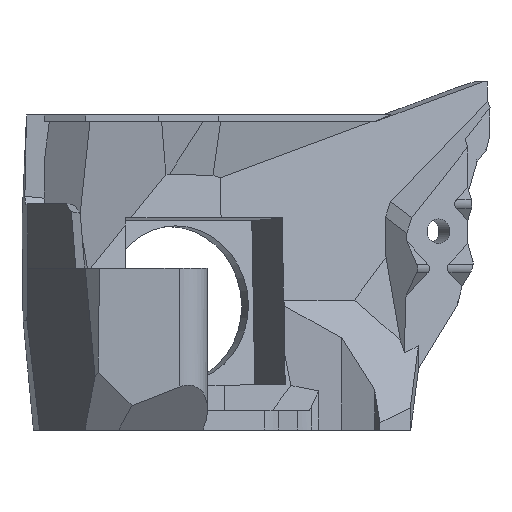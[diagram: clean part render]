
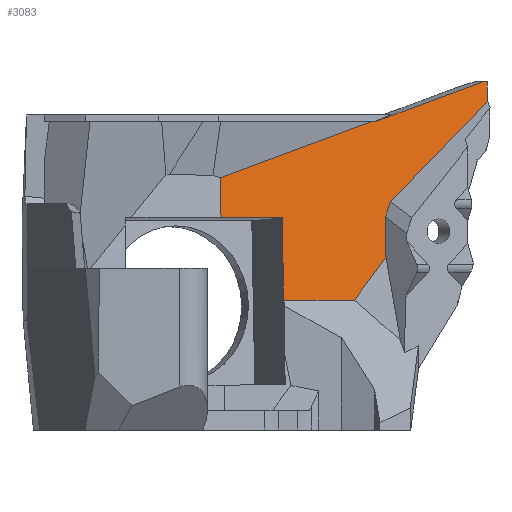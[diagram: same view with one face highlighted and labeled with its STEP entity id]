
A CAD part, left-side view. The second image highlights one B-rep face of the part: STEP entity #3083.
In plain terms, the highlighted planar face has unit normal (-0.968, -0.248, 0.043).
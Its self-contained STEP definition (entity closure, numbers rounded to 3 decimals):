
#111=FACE_OUTER_BOUND('',#274,.T.);
#274=EDGE_LOOP('',(#2273,#2274,#2275,#2276,#2277,#2278,#2279,#2280,#2281,
#2282,#2283,#2284,#2285));
#580=LINE('',#4574,#989);
#582=LINE('',#4578,#991);
#585=LINE('',#4584,#994);
#586=LINE('',#4586,#995);
#587=LINE('',#4588,#996);
#588=LINE('',#4590,#997);
#589=LINE('',#4592,#998);
#590=LINE('',#4594,#999);
#591=LINE('',#4596,#1000);
#592=LINE('',#4598,#1001);
#593=LINE('',#4600,#1002);
#594=LINE('',#4602,#1003);
#595=LINE('',#4603,#1004);
#989=VECTOR('',#3696,10.);
#991=VECTOR('',#3700,10.);
#994=VECTOR('',#3705,10.);
#995=VECTOR('',#3706,10.);
#996=VECTOR('',#3707,10.);
#997=VECTOR('',#3708,10.);
#998=VECTOR('',#3709,10.);
#999=VECTOR('',#3710,1000.);
#1000=VECTOR('',#3711,1000.);
#1001=VECTOR('',#3712,10.);
#1002=VECTOR('',#3713,10.);
#1003=VECTOR('',#3714,1000.);
#1004=VECTOR('',#3715,10.);
#1367=VERTEX_POINT('',#4571);
#1368=VERTEX_POINT('',#4573);
#1369=VERTEX_POINT('',#4577);
#1371=VERTEX_POINT('',#4583);
#1372=VERTEX_POINT('',#4585);
#1373=VERTEX_POINT('',#4587);
#1374=VERTEX_POINT('',#4589);
#1375=VERTEX_POINT('',#4591);
#1376=VERTEX_POINT('',#4593);
#1377=VERTEX_POINT('',#4595);
#1378=VERTEX_POINT('',#4597);
#1379=VERTEX_POINT('',#4599);
#1380=VERTEX_POINT('',#4601);
#1711=EDGE_CURVE('',#1368,#1367,#580,.T.);
#1713=EDGE_CURVE('',#1369,#1368,#582,.T.);
#1716=EDGE_CURVE('',#1371,#1367,#585,.T.);
#1717=EDGE_CURVE('',#1371,#1372,#586,.F.);
#1718=EDGE_CURVE('',#1372,#1373,#587,.T.);
#1719=EDGE_CURVE('',#1374,#1373,#588,.F.);
#1720=EDGE_CURVE('',#1374,#1375,#589,.F.);
#1721=EDGE_CURVE('',#1375,#1376,#590,.T.);
#1722=EDGE_CURVE('',#1377,#1376,#591,.T.);
#1723=EDGE_CURVE('',#1378,#1377,#592,.F.);
#1724=EDGE_CURVE('',#1378,#1379,#593,.F.);
#1725=EDGE_CURVE('',#1379,#1380,#594,.T.);
#1726=EDGE_CURVE('',#1369,#1380,#595,.F.);
#2273=ORIENTED_EDGE('',*,*,#1711,.T.);
#2274=ORIENTED_EDGE('',*,*,#1716,.F.);
#2275=ORIENTED_EDGE('',*,*,#1717,.T.);
#2276=ORIENTED_EDGE('',*,*,#1718,.T.);
#2277=ORIENTED_EDGE('',*,*,#1719,.F.);
#2278=ORIENTED_EDGE('',*,*,#1720,.T.);
#2279=ORIENTED_EDGE('',*,*,#1721,.T.);
#2280=ORIENTED_EDGE('',*,*,#1722,.F.);
#2281=ORIENTED_EDGE('',*,*,#1723,.F.);
#2282=ORIENTED_EDGE('',*,*,#1724,.T.);
#2283=ORIENTED_EDGE('',*,*,#1725,.T.);
#2284=ORIENTED_EDGE('',*,*,#1726,.F.);
#2285=ORIENTED_EDGE('',*,*,#1713,.T.);
#2941=PLANE('',#3274);
#3083=ADVANCED_FACE('',(#111),#2941,.F.);
#3274=AXIS2_PLACEMENT_3D('',#4582,#3703,#3704);
#3696=DIRECTION('',(-0.04,-0.018,-0.999));
#3700=DIRECTION('',(0.248,-0.969,0.008));
#3703=DIRECTION('center_axis',(0.968,0.248,-0.043));
#3704=DIRECTION('ref_axis',(0.247,-0.969,-0.023));
#3705=DIRECTION('',(-0.248,0.969,0.));
#3706=DIRECTION('',(-0.185,0.586,-0.789));
#3707=DIRECTION('',(0.04,0.018,0.999));
#3708=DIRECTION('',(0.126,-0.328,0.936));
#3709=DIRECTION('',(-0.205,0.68,-0.704));
#3710=DIRECTION('',(0.04,0.018,0.999));
#3711=DIRECTION('',(0.248,-0.969,0.));
#3712=DIRECTION('',(-0.247,0.908,-0.338));
#3713=DIRECTION('',(0.248,-0.969,0.));
#3714=DIRECTION('',(-0.247,0.908,-0.338));
#3715=DIRECTION('',(-0.04,-0.018,-0.999));
#4571=CARTESIAN_POINT('',(32.96,13.135,15.752));
#4573=CARTESIAN_POINT('',(33.359,13.316,25.788));
#4574=CARTESIAN_POINT('',(32.884,13.101,13.852));
#4577=CARTESIAN_POINT('',(31.461,20.724,25.73));
#4578=CARTESIAN_POINT('',(35.986,3.064,25.868));
#4582=CARTESIAN_POINT('Origin',(38.855,-8.753,22.368));
#4583=CARTESIAN_POINT('',(35.154,4.564,15.752));
#4584=CARTESIAN_POINT('',(34.896,5.569,15.752));
#4585=CARTESIAN_POINT('',(36.364,0.73,20.915));
#4586=CARTESIAN_POINT('',(35.88,2.264,18.85));
#4587=CARTESIAN_POINT('',(36.559,0.818,25.812));
#4588=CARTESIAN_POINT('',(36.423,0.757,22.399));
#4589=CARTESIAN_POINT('',(36.811,0.159,27.691));
#4590=CARTESIAN_POINT('',(36.595,0.724,26.081));
#4591=CARTESIAN_POINT('',(40.357,-11.589,39.855));
#4592=CARTESIAN_POINT('',(37.087,-0.754,28.637));
#4593=CARTESIAN_POINT('',(40.45,-11.546,42.2));
#4594=CARTESIAN_POINT('',(40.062,-11.722,32.436));
#4595=CARTESIAN_POINT('',(40.295,-10.94,42.2));
#4596=CARTESIAN_POINT('',(36.196,5.079,42.2));
#4597=CARTESIAN_POINT('',(36.783,1.952,37.4));
#4598=CARTESIAN_POINT('',(61.716,-89.563,71.473));
#4599=CARTESIAN_POINT('',(36.641,2.506,37.4));
#4600=CARTESIAN_POINT('',(35.389,7.399,37.4));
#4601=CARTESIAN_POINT('',(31.654,20.811,30.585));
#4602=CARTESIAN_POINT('',(34.511,10.323,34.49));
#4603=CARTESIAN_POINT('',(31.07,20.546,15.897));
